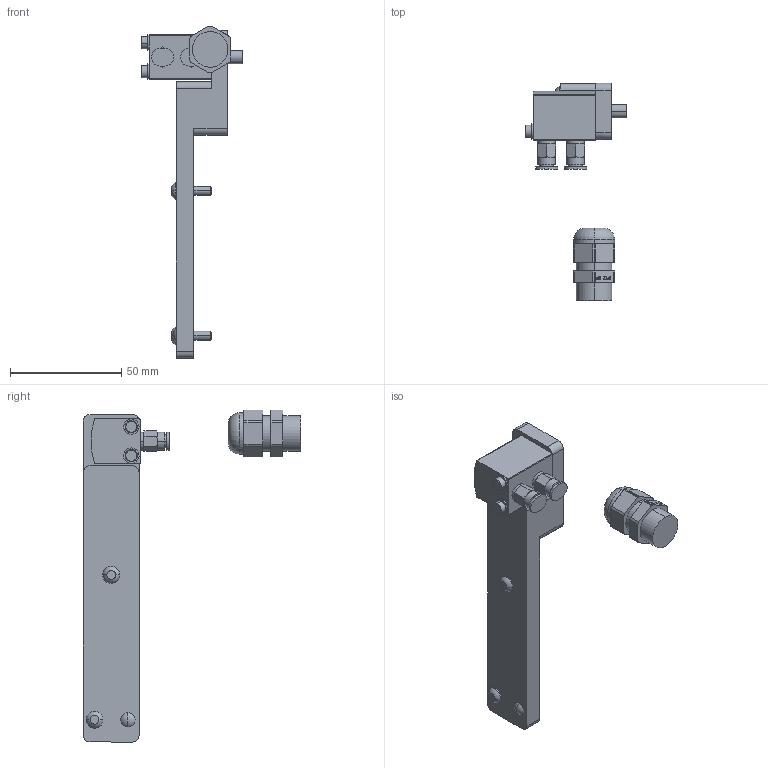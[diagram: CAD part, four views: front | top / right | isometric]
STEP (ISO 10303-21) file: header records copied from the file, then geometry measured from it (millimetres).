
FILE_DESCRIPTION (( 'STEP AP214' ), '1' );
FILE_NAME ('49270~1.STEP', '2018-08-22T12:27:21', ( '' ), ( '' ), 'SwSTEP 2.0', 'SolidWorks 2018', '' );
FILE_SCHEMA (( 'AUTOMOTIVE_DESIGN' ));
Length unit declared in the file: millimetre
Products named in the file (1): 49270~1
Bounding box: 45.65 x 97.5 x 149 mm (x, y, z)
Volume: 59910.5 mm3; surface area: 17587 mm2
Topology: 2 solids, 2 shells, 235 faces, 571 edges, 364 vertices
Faces by surface type: plane 116, cylinder 69, cone 34, bspline 8, torus 6, sphere 2
Entity records: 8342 total; most frequent: CARTESIAN_POINT 1849, DIRECTION 1142, ORIENTED_EDGE 1138, EDGE_CURVE 569, AXIS2_PLACEMENT_3D 409, VERTEX_POINT 364, LINE 324, VECTOR 324
